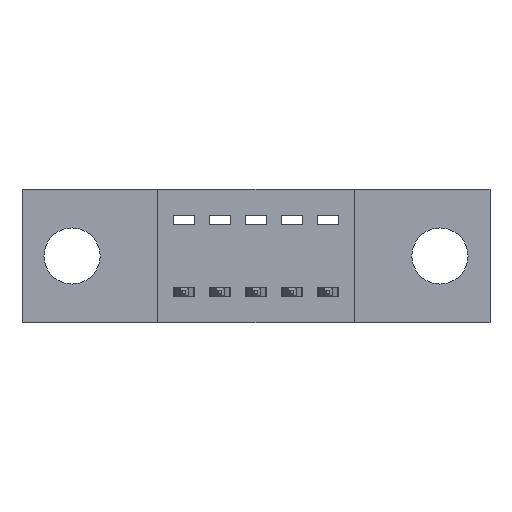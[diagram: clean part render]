
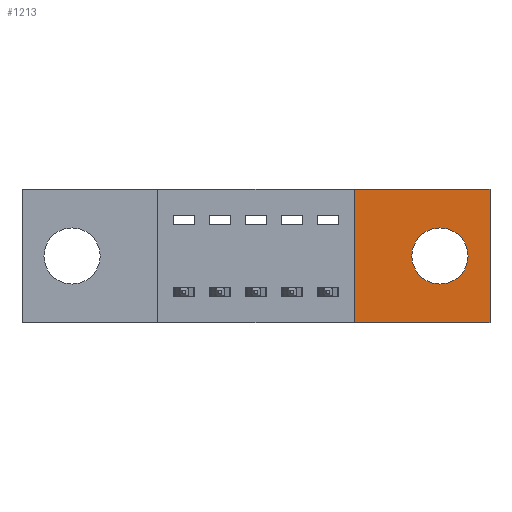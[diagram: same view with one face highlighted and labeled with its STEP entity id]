
A CAD part, front view. The second image highlights one B-rep face of the part: STEP entity #1213.
In plain terms, the highlighted planar face has unit normal (0, -1, 0).
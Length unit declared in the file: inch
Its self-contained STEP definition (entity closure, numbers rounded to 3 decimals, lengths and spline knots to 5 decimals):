
#24 = VERTEX_POINT ( 'NONE', #937 ) ;
#49 = EDGE_LOOP ( 'NONE', ( #988, #7192 ) ) ;
#84 = ORIENTED_EDGE ( 'NONE', *, *, #5585, .F. ) ;
#168 = LINE ( 'NONE', #2524, #6776 ) ;
#937 = CARTESIAN_POINT ( 'NONE',  ( 1.3, 0., 0. ) ) ;
#988 = ORIENTED_EDGE ( 'NONE', *, *, #5588, .T. ) ;
#1213 = ADVANCED_FACE ( 'NONE', ( #7686, #1247 ), #6345, .T. ) ;
#1247 = FACE_OUTER_BOUND ( 'NONE', #4205, .T. ) ;
#1422 = VECTOR ( 'NONE', #4345, 39.37008 ) ;
#1582 = DIRECTION ( 'NONE',  ( 0., 0., -1. ) ) ;
#1613 = VERTEX_POINT ( 'NONE', #7418 ) ;
#1644 = DIRECTION ( 'NONE',  ( 0., 1., 0. ) ) ;
#1649 = EDGE_CURVE ( 'NONE', #1613, #3056, #7740, .T. ) ;
#1662 = CARTESIAN_POINT ( 'NONE',  ( 1.161, 0., -0.185 ) ) ;
#1840 = DIRECTION ( 'NONE',  ( 0., 0., 1. ) ) ;
#1941 = CARTESIAN_POINT ( 'NONE',  ( 0.923, 0., 0. ) ) ;
#2009 = CARTESIAN_POINT ( 'NONE',  ( 0.923, 0., -0.37 ) ) ;
#2276 = EDGE_CURVE ( 'NONE', #4123, #24, #168, .T. ) ;
#2434 = AXIS2_PLACEMENT_3D ( 'NONE', #1662, #1644, #1582 ) ;
#2524 = CARTESIAN_POINT ( 'NONE',  ( 0., 0., 0. ) ) ;
#2622 = CARTESIAN_POINT ( 'NONE',  ( 1.161, 0., -0.107 ) ) ;
#2913 = VECTOR ( 'NONE', #1840, 39.37008 ) ;
#3056 = VERTEX_POINT ( 'NONE', #2622 ) ;
#3243 = LINE ( 'NONE', #4478, #1422 ) ;
#3553 = ORIENTED_EDGE ( 'NONE', *, *, #4471, .F. ) ;
#4024 = VERTEX_POINT ( 'NONE', #4446 ) ;
#4123 = VERTEX_POINT ( 'NONE', #1941 ) ;
#4179 = DIRECTION ( 'NONE',  ( 0., 0., -1. ) ) ;
#4205 = EDGE_LOOP ( 'NONE', ( #84, #3553, #6539, #7138 ) ) ;
#4209 = VERTEX_POINT ( 'NONE', #7556 ) ;
#4247 = CARTESIAN_POINT ( 'NONE',  ( 1.3, 0., 0. ) ) ;
#4345 = DIRECTION ( 'NONE',  ( -1., 0., 0. ) ) ;
#4446 = CARTESIAN_POINT ( 'NONE',  ( 0.923, 0., -0.37 ) ) ;
#4471 = EDGE_CURVE ( 'NONE', #4209, #4024, #3243, .T. ) ;
#4478 = CARTESIAN_POINT ( 'NONE',  ( 0., 0., -0.37 ) ) ;
#4483 = EDGE_CURVE ( 'NONE', #24, #4209, #4897, .T. ) ;
#4594 = DIRECTION ( 'NONE',  ( 0., 0., -1. ) ) ;
#4897 = LINE ( 'NONE', #4247, #5097 ) ;
#5025 = AXIS2_PLACEMENT_3D ( 'NONE', #6466, #6443, #6384 ) ;
#5097 = VECTOR ( 'NONE', #4179, 39.37008 ) ;
#5585 = EDGE_CURVE ( 'NONE', #4024, #4123, #6336, .T. ) ;
#5588 = EDGE_CURVE ( 'NONE', #3056, #1613, #7235, .T. ) ;
#5900 = DIRECTION ( 'NONE',  ( 0., -1., 0. ) ) ;
#6336 = LINE ( 'NONE', #2009, #2913 ) ;
#6345 = PLANE ( 'NONE',  #6600 ) ;
#6384 = DIRECTION ( 'NONE',  ( 0., 0., -1. ) ) ;
#6443 = DIRECTION ( 'NONE',  ( 0., 1., 0. ) ) ;
#6466 = CARTESIAN_POINT ( 'NONE',  ( 1.161, 0., -0.185 ) ) ;
#6539 = ORIENTED_EDGE ( 'NONE', *, *, #4483, .F. ) ;
#6600 = AXIS2_PLACEMENT_3D ( 'NONE', #7005, #5900, #4594 ) ;
#6776 = VECTOR ( 'NONE', #6844, 39.37008 ) ;
#6844 = DIRECTION ( 'NONE',  ( 1., 0., 0. ) ) ;
#7005 = CARTESIAN_POINT ( 'NONE',  ( 0., 0., -0.37 ) ) ;
#7138 = ORIENTED_EDGE ( 'NONE', *, *, #2276, .F. ) ;
#7192 = ORIENTED_EDGE ( 'NONE', *, *, #1649, .T. ) ;
#7235 = CIRCLE ( 'NONE', #2434, 0.078 ) ;
#7418 = CARTESIAN_POINT ( 'NONE',  ( 1.161, 0., -0.263 ) ) ;
#7556 = CARTESIAN_POINT ( 'NONE',  ( 1.3, 0., -0.37 ) ) ;
#7686 = FACE_BOUND ( 'NONE', #49, .T. ) ;
#7740 = CIRCLE ( 'NONE', #5025, 0.078 ) ;
